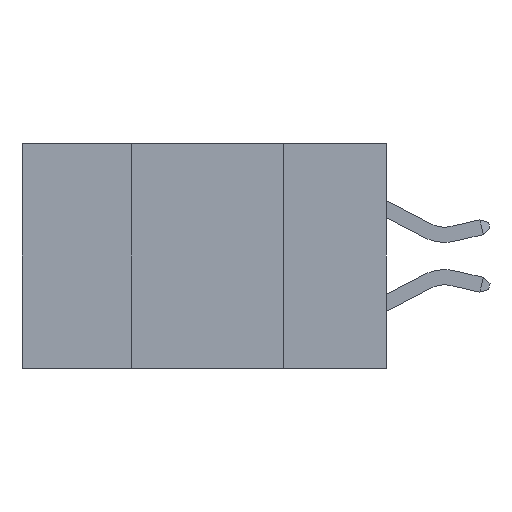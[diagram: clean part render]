
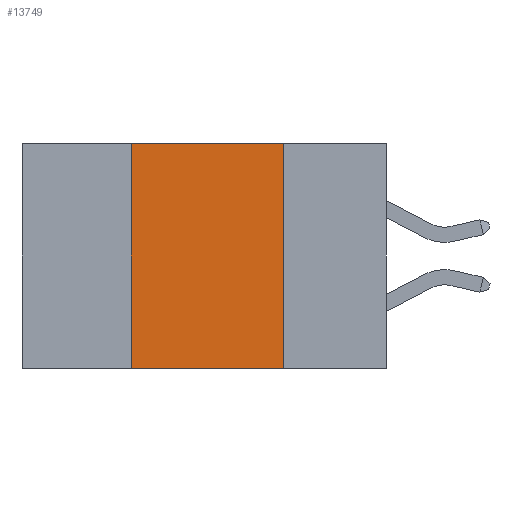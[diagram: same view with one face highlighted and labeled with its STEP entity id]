
A CAD part, left-side view. The second image highlights one B-rep face of the part: STEP entity #13749.
In plain terms, the highlighted planar face has unit normal (-1, 0, 0).
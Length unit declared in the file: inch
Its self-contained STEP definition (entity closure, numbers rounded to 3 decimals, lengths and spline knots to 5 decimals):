
#338 = DIRECTION ( 'NONE',  ( 0., -1., 0. ) ) ;
#425 = CARTESIAN_POINT ( 'NONE',  ( 0., 0.6, -0.37 ) ) ;
#771 = CARTESIAN_POINT ( 'NONE',  ( 0., 0.17, 0. ) ) ;
#889 = CARTESIAN_POINT ( 'NONE',  ( 0., 0.17, -0.37 ) ) ;
#1195 = CARTESIAN_POINT ( 'NONE',  ( 0., 0.42, 0. ) ) ;
#1232 = VERTEX_POINT ( 'NONE', #771 ) ;
#1757 = AXIS2_PLACEMENT_3D ( 'NONE', #6691, #13444, #5380 ) ;
#1784 = EDGE_CURVE ( 'NONE', #12279, #1232, #8164, .T. ) ;
#1902 = CARTESIAN_POINT ( 'NONE',  ( 0., 0.42, -0.37 ) ) ;
#2083 = VERTEX_POINT ( 'NONE', #6364 ) ;
#2667 = PLANE ( 'NONE',  #1757 ) ;
#3105 = VECTOR ( 'NONE', #12719, 39.37008 ) ;
#3146 = LINE ( 'NONE', #425, #10336 ) ;
#4124 = VECTOR ( 'NONE', #9883, 39.37008 ) ;
#4320 = VECTOR ( 'NONE', #15210, 39.37008 ) ;
#4904 = ORIENTED_EDGE ( 'NONE', *, *, #5980, .T. ) ;
#5380 = DIRECTION ( 'NONE',  ( 0., 0., -1. ) ) ;
#5980 = EDGE_CURVE ( 'NONE', #2083, #9654, #3146, .T. ) ;
#6364 = CARTESIAN_POINT ( 'NONE',  ( 0., 0.42, -0.37 ) ) ;
#6691 = CARTESIAN_POINT ( 'NONE',  ( 0., 0.6, 0. ) ) ;
#7943 = LINE ( 'NONE', #9867, #4320 ) ;
#8164 = LINE ( 'NONE', #9671, #4124 ) ;
#9654 = VERTEX_POINT ( 'NONE', #889 ) ;
#9671 = CARTESIAN_POINT ( 'NONE',  ( 0., 0.6, 0. ) ) ;
#9867 = CARTESIAN_POINT ( 'NONE',  ( 0., 0.17, -0.37 ) ) ;
#9883 = DIRECTION ( 'NONE',  ( 0., -1., 0. ) ) ;
#10290 = LINE ( 'NONE', #1902, #3105 ) ;
#10336 = VECTOR ( 'NONE', #338, 39.37008 ) ;
#10401 = ORIENTED_EDGE ( 'NONE', *, *, #12657, .F. ) ;
#10817 = EDGE_LOOP ( 'NONE', ( #15272, #13527, #10401, #4904 ) ) ;
#12279 = VERTEX_POINT ( 'NONE', #1195 ) ;
#12657 = EDGE_CURVE ( 'NONE', #2083, #12279, #10290, .T. ) ;
#12719 = DIRECTION ( 'NONE',  ( 0., 0., 1. ) ) ;
#13444 = DIRECTION ( 'NONE',  ( 1., 0., 0. ) ) ;
#13527 = ORIENTED_EDGE ( 'NONE', *, *, #1784, .F. ) ;
#13749 = ADVANCED_FACE ( 'NONE', ( #16602 ), #2667, .F. ) ;
#13864 = EDGE_CURVE ( 'NONE', #1232, #9654, #7943, .T. ) ;
#15210 = DIRECTION ( 'NONE',  ( 0., 0., -1. ) ) ;
#15272 = ORIENTED_EDGE ( 'NONE', *, *, #13864, .F. ) ;
#16602 = FACE_OUTER_BOUND ( 'NONE', #10817, .T. ) ;
